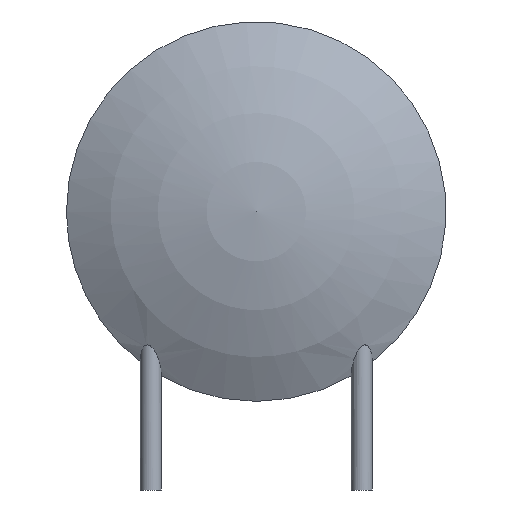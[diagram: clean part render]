
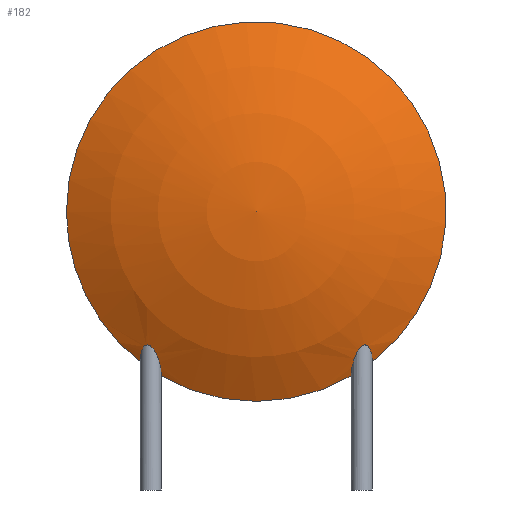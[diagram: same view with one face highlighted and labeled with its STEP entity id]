
A CAD part, front view. The second image highlights one B-rep face of the part: STEP entity #182.
In plain terms, the highlighted spherical face has radius 8.725 mm.
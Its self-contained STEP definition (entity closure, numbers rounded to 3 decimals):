
#51 = VERTEX_POINT('',#52);
#52 = CARTESIAN_POINT('',(-2.5,-0.25,1.406));
#58 = EDGE_CURVE('',#51,#59,#61,.T.);
#59 = VERTEX_POINT('',#60);
#60 = CARTESIAN_POINT('',(-2.25,0.,0.703));
#61 = B_SPLINE_CURVE_WITH_KNOTS('',8,(#62,#63,#64,#65,#66,#67,#68,#69,
#70,#71,#72,#73,#74,#75,#76,#77,#78,#79,#80,#81,#82,#83,#84),
.UNSPECIFIED.,.F.,.F.,(9,7,7,9),(0.,0.253,0.623,1.),
.UNSPECIFIED.);
#62 = CARTESIAN_POINT('',(-2.5,-0.25,1.406));
#63 = CARTESIAN_POINT('',(-2.482,-0.25,1.392
));
#64 = CARTESIAN_POINT('',(-2.465,-0.248,1.375)
);
#65 = CARTESIAN_POINT('',(-2.449,-0.246,1.357
));
#66 = CARTESIAN_POINT('',(-2.435,-0.242,1.338)
);
#67 = CARTESIAN_POINT('',(-2.421,-0.238,1.317
));
#68 = CARTESIAN_POINT('',(-2.408,-0.233,1.296
));
#69 = CARTESIAN_POINT('',(-2.396,-0.228,1.275
));
#70 = CARTESIAN_POINT('',(-2.368,-0.213,1.221
));
#71 = CARTESIAN_POINT('',(-2.352,-0.203,1.188
));
#72 = CARTESIAN_POINT('',(-2.338,-0.192,1.154
));
#73 = CARTESIAN_POINT('',(-2.325,-0.181,1.12
));
#74 = CARTESIAN_POINT('',(-2.314,-0.169,1.086
));
#75 = CARTESIAN_POINT('',(-2.303,-0.156,1.051
));
#76 = CARTESIAN_POINT('',(-2.294,-0.142,1.017
));
#77 = CARTESIAN_POINT('',(-2.277,-0.114,0.946)
);
#78 = CARTESIAN_POINT('',(-2.27,-0.099,
0.911));
#79 = CARTESIAN_POINT('',(-2.263,-0.084,
0.876));
#80 = CARTESIAN_POINT('',(-2.258,-0.068,
0.841));
#81 = CARTESIAN_POINT('',(-2.254,-0.052,
0.806));
#82 = CARTESIAN_POINT('',(-2.251,-0.035,
0.771));
#83 = CARTESIAN_POINT('',(-2.25,-0.018,0.737));
#84 = CARTESIAN_POINT('',(-2.25,0.,0.703));
#87 = VERTEX_POINT('',#88);
#88 = CARTESIAN_POINT('',(-2.75,0.,1.038));
#142 = EDGE_CURVE('',#87,#51,#143,.T.);
#143 = B_SPLINE_CURVE_WITH_KNOTS('',7,(#144,#145,#146,#147,#148,#149,
#150,#151,#152,#153,#154,#155,#156,#157,#158,#159,#160,#161,#162,
#163,#164,#165,#166,#167,#168,#169,#170,#171,#172,#173,#174,#175),
.UNSPECIFIED.,.F.,.F.,(8,6,6,6,6,8),(0.,0.222,0.384,
0.505,0.709,1.),.UNSPECIFIED.);
#144 = CARTESIAN_POINT('',(-2.75,0.,1.038));
#145 = CARTESIAN_POINT('',(-2.75,-0.009,1.057));
#146 = CARTESIAN_POINT('',(-2.75,-0.018,
1.075));
#147 = CARTESIAN_POINT('',(-2.749,-0.027,
1.094));
#148 = CARTESIAN_POINT('',(-2.748,-0.036,
1.113));
#149 = CARTESIAN_POINT('',(-2.746,-0.045,
1.131));
#150 = CARTESIAN_POINT('',(-2.744,-0.055,
1.15));
#151 = CARTESIAN_POINT('',(-2.74,-0.071,
1.183));
#152 = CARTESIAN_POINT('',(-2.738,-0.078,
1.197));
#153 = CARTESIAN_POINT('',(-2.735,-0.085,
1.211));
#154 = CARTESIAN_POINT('',(-2.733,-0.092,
1.224));
#155 = CARTESIAN_POINT('',(-2.73,-0.099,
1.238));
#156 = CARTESIAN_POINT('',(-2.726,-0.107,
1.251));
#157 = CARTESIAN_POINT('',(-2.72,-0.119,1.275
));
#158 = CARTESIAN_POINT('',(-2.717,-0.125,
1.285));
#159 = CARTESIAN_POINT('',(-2.714,-0.13,
1.295));
#160 = CARTESIAN_POINT('',(-2.71,-0.135,1.304
));
#161 = CARTESIAN_POINT('',(-2.707,-0.141,
1.314));
#162 = CARTESIAN_POINT('',(-2.703,-0.146,
1.324));
#163 = CARTESIAN_POINT('',(-2.692,-0.161,1.349
));
#164 = CARTESIAN_POINT('',(-2.684,-0.17,1.364
));
#165 = CARTESIAN_POINT('',(-2.675,-0.179,
1.378));
#166 = CARTESIAN_POINT('',(-2.665,-0.189,1.392
));
#167 = CARTESIAN_POINT('',(-2.654,-0.198,
1.405));
#168 = CARTESIAN_POINT('',(-2.641,-0.207,1.416
));
#169 = CARTESIAN_POINT('',(-2.605,-0.228,
1.438));
#170 = CARTESIAN_POINT('',(-2.583,-0.238,
1.443));
#171 = CARTESIAN_POINT('',(-2.562,-0.244,
1.44));
#172 = CARTESIAN_POINT('',(-2.544,-0.247,
1.434));
#173 = CARTESIAN_POINT('',(-2.528,-0.249,1.426
));
#174 = CARTESIAN_POINT('',(-2.514,-0.25,
1.417));
#175 = CARTESIAN_POINT('',(-2.5,-0.25,1.406));
#182 = ADVANCED_FACE('',(#183),#278,.T.);
#183 = FACE_BOUND('',#184,.T.);
#184 = EDGE_LOOP('',(#185,#196,#203,#204,#205,#214,#270,#277));
#185 = ORIENTED_EDGE('',*,*,#186,.F.);
#186 = EDGE_CURVE('',#187,#189,#191,.T.);
#187 = VERTEX_POINT('',#188);
#188 = CARTESIAN_POINT('',(-4.5,0.,4.6));
#189 = VERTEX_POINT('',#190);
#190 = CARTESIAN_POINT('',(0.,-1.25,4.6));
#191 = CIRCLE('',#192,8.725);
#192 = AXIS2_PLACEMENT_3D('',#193,#194,#195);
#193 = CARTESIAN_POINT('',(0.,7.475,4.6));
#194 = DIRECTION('',(0.,0.,1.));
#195 = DIRECTION('',(-0.516,-0.857,0.));
#196 = ORIENTED_EDGE('',*,*,#197,.T.);
#197 = EDGE_CURVE('',#187,#87,#198,.T.);
#198 = CIRCLE('',#199,4.5);
#199 = AXIS2_PLACEMENT_3D('',#200,#201,#202);
#200 = CARTESIAN_POINT('',(0.,0.,4.6));
#201 = DIRECTION('',(0.,-1.,0.));
#202 = DIRECTION('',(-1.,0.,0.));
#203 = ORIENTED_EDGE('',*,*,#142,.T.);
#204 = ORIENTED_EDGE('',*,*,#58,.T.);
#205 = ORIENTED_EDGE('',*,*,#206,.T.);
#206 = EDGE_CURVE('',#59,#207,#209,.T.);
#207 = VERTEX_POINT('',#208);
#208 = CARTESIAN_POINT('',(2.25,0.,0.703));
#209 = CIRCLE('',#210,4.5);
#210 = AXIS2_PLACEMENT_3D('',#211,#212,#213);
#211 = CARTESIAN_POINT('',(0.,0.,4.6));
#212 = DIRECTION('',(0.,-1.,0.));
#213 = DIRECTION('',(-1.,0.,0.));
#214 = ORIENTED_EDGE('',*,*,#215,.T.);
#215 = EDGE_CURVE('',#207,#216,#218,.T.);
#216 = VERTEX_POINT('',#217);
#217 = CARTESIAN_POINT('',(2.75,0.,1.038));
#218 = B_SPLINE_CURVE_WITH_KNOTS('',8,(#219,#220,#221,#222,#223,#224,
#225,#226,#227,#228,#229,#230,#231,#232,#233,#234,#235,#236,#237,
#238,#239,#240,#241,#242,#243,#244,#245,#246,#247,#248,#249,#250,
#251,#252,#253,#254,#255,#256,#257,#258,#259,#260,#261,#262,#263,
#264,#265,#266,#267,#268,#269),.UNSPECIFIED.,.F.,.F.,(9,7,7,7,7,7,7,
9),(0.,0.341,0.496,0.565,0.644,
0.735,0.866,1.),.UNSPECIFIED.);
#219 = CARTESIAN_POINT('',(2.25,0.,0.703));
#220 = CARTESIAN_POINT('',(2.25,-0.026,0.752));
#221 = CARTESIAN_POINT('',(2.253,-0.05,
0.802));
#222 = CARTESIAN_POINT('',(2.259,-0.074,
0.853));
#223 = CARTESIAN_POINT('',(2.267,-0.098,
0.905));
#224 = CARTESIAN_POINT('',(2.278,-0.12,0.958)
);
#225 = CARTESIAN_POINT('',(2.291,-0.141,1.012
));
#226 = CARTESIAN_POINT('',(2.307,-0.162,1.066)
);
#227 = CARTESIAN_POINT('',(2.336,-0.189,1.146
));
#228 = CARTESIAN_POINT('',(2.346,-0.198,1.171
));
#229 = CARTESIAN_POINT('',(2.356,-0.206,1.197
));
#230 = CARTESIAN_POINT('',(2.368,-0.213,1.222
));
#231 = CARTESIAN_POINT('',(2.38,-0.221,1.247
));
#232 = CARTESIAN_POINT('',(2.394,-0.227,1.273)
);
#233 = CARTESIAN_POINT('',(2.409,-0.233,1.298)
);
#234 = CARTESIAN_POINT('',(2.433,-0.241,1.334
));
#235 = CARTESIAN_POINT('',(2.441,-0.243,1.345
));
#236 = CARTESIAN_POINT('',(2.449,-0.245,1.355
));
#237 = CARTESIAN_POINT('',(2.458,-0.247,1.366
));
#238 = CARTESIAN_POINT('',(2.467,-0.248,1.376
));
#239 = CARTESIAN_POINT('',(2.476,-0.249,1.386)
);
#240 = CARTESIAN_POINT('',(2.486,-0.25,1.395)
);
#241 = CARTESIAN_POINT('',(2.508,-0.25,1.413
));
#242 = CARTESIAN_POINT('',(2.521,-0.25,1.422)
);
#243 = CARTESIAN_POINT('',(2.535,-0.248,1.43
));
#244 = CARTESIAN_POINT('',(2.55,-0.246,1.436
));
#245 = CARTESIAN_POINT('',(2.565,-0.242,1.44
));
#246 = CARTESIAN_POINT('',(2.58,-0.238,1.44
));
#247 = CARTESIAN_POINT('',(2.594,-0.232,1.438
));
#248 = CARTESIAN_POINT('',(2.62,-0.22,1.43
));
#249 = CARTESIAN_POINT('',(2.632,-0.213,1.423
));
#250 = CARTESIAN_POINT('',(2.644,-0.205,1.414
));
#251 = CARTESIAN_POINT('',(2.654,-0.198,1.405)
);
#252 = CARTESIAN_POINT('',(2.663,-0.19,1.394
));
#253 = CARTESIAN_POINT('',(2.671,-0.183,1.383
));
#254 = CARTESIAN_POINT('',(2.679,-0.175,1.371
));
#255 = CARTESIAN_POINT('',(2.695,-0.157,1.342
));
#256 = CARTESIAN_POINT('',(2.704,-0.146,1.324
));
#257 = CARTESIAN_POINT('',(2.711,-0.136,1.305
));
#258 = CARTESIAN_POINT('',(2.717,-0.125,1.286
));
#259 = CARTESIAN_POINT('',(2.723,-0.115,1.267)
);
#260 = CARTESIAN_POINT('',(2.728,-0.104,1.247
));
#261 = CARTESIAN_POINT('',(2.732,-0.094,
1.227));
#262 = CARTESIAN_POINT('',(2.739,-0.073,
1.187));
#263 = CARTESIAN_POINT('',(2.743,-0.062,
1.166));
#264 = CARTESIAN_POINT('',(2.745,-0.052,
1.145));
#265 = CARTESIAN_POINT('',(2.747,-0.041,
1.124));
#266 = CARTESIAN_POINT('',(2.749,-0.031,
1.103));
#267 = CARTESIAN_POINT('',(2.75,-0.021,
1.081));
#268 = CARTESIAN_POINT('',(2.75,-0.01,1.06));
#269 = CARTESIAN_POINT('',(2.75,0.,1.038));
#270 = ORIENTED_EDGE('',*,*,#271,.T.);
#271 = EDGE_CURVE('',#216,#187,#272,.T.);
#272 = CIRCLE('',#273,4.5);
#273 = AXIS2_PLACEMENT_3D('',#274,#275,#276);
#274 = CARTESIAN_POINT('',(0.,0.,4.6));
#275 = DIRECTION('',(0.,-1.,0.));
#276 = DIRECTION('',(-1.,0.,0.));
#277 = ORIENTED_EDGE('',*,*,#186,.T.);
#278 = SPHERICAL_SURFACE('',#279,8.725);
#279 = AXIS2_PLACEMENT_3D('',#280,#281,#282);
#280 = CARTESIAN_POINT('',(0.,7.475,4.6));
#281 = DIRECTION('',(0.,-1.,0.));
#282 = DIRECTION('',(-1.,0.,0.));
